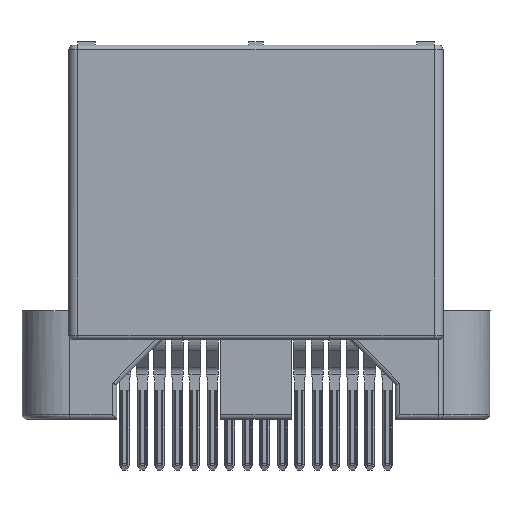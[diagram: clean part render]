
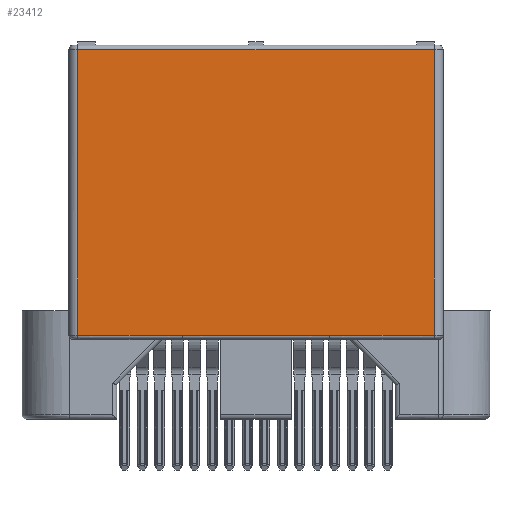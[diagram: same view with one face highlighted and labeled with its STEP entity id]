
A CAD part, front view. The second image highlights one B-rep face of the part: STEP entity #23412.
In plain terms, the highlighted planar face has unit normal (0, -1, 0).
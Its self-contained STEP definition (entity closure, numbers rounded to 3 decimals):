
#2736=CARTESIAN_POINT('',(11.2,-6.65,8.97));
#2737=VERTEX_POINT('',#2736);
#2756=CARTESIAN_POINT('',(11.2,-6.65,-8.97));
#2757=VERTEX_POINT('',#2756);
#2758=CARTESIAN_POINT('',(11.2,-6.65,8.97));
#2759=CARTESIAN_POINT('',(11.2,-6.65,5.382));
#2760=CARTESIAN_POINT('',(11.2,-6.65,1.794));
#2761=CARTESIAN_POINT('',(11.2,-6.65,-1.794));
#2762=CARTESIAN_POINT('',(11.2,-6.65,-5.382));
#2763=CARTESIAN_POINT('',(11.2,-6.65,-8.97));
#2764=B_SPLINE_CURVE_WITH_KNOTS('',5,(#2758,#2759,#2760,#2761,#2762,#2763),.UNSPECIFIED.,.F.,.U.,(6,6),(0.,17.94),.UNSPECIFIED.);
#2765=EDGE_CURVE('',#2737,#2757,#2764,.T.);
#12497=CARTESIAN_POINT('',(4.63,-6.65,-8.97));
#12498=VERTEX_POINT('',#12497);
#12499=CARTESIAN_POINT('',(11.2,-6.65,-8.97));
#12500=DIRECTION('',(-1.,0.,0.));
#12501=VECTOR('',#12500,6.57);
#12502=LINE('',#12499,#12501);
#12503=EDGE_CURVE('',#2757,#12498,#12502,.T.);
#23328=CARTESIAN_POINT('',(-11.2,-6.65,8.97));
#23329=VERTEX_POINT('',#23328);
#23349=CARTESIAN_POINT('',(-11.2,-6.65,-8.97));
#23350=VERTEX_POINT('',#23349);
#23358=CARTESIAN_POINT('',(-11.2,-6.65,-8.97));
#23359=CARTESIAN_POINT('',(-11.2,-6.65,-8.504));
#23360=CARTESIAN_POINT('',(-11.2,-6.65,-8.037));
#23361=CARTESIAN_POINT('',(-11.2,-6.65,-7.571));
#23362=CARTESIAN_POINT('',(-11.2,-6.65,-7.104));
#23363=CARTESIAN_POINT('',(-11.2,-6.65,-6.129));
#23364=CARTESIAN_POINT('',(-11.2,-6.65,-5.621));
#23365=CARTESIAN_POINT('',(-11.2,-6.65,-5.112));
#23366=CARTESIAN_POINT('',(-11.2,-6.65,-4.604));
#23367=CARTESIAN_POINT('',(-11.2,-6.65,-4.095));
#23368=CARTESIAN_POINT('',(-11.2,-6.65,-1.482));
#23369=CARTESIAN_POINT('',(-11.2,-6.65,1.131));
#23370=CARTESIAN_POINT('',(-11.2,-6.65,3.744));
#23371=CARTESIAN_POINT('',(-11.2,-6.65,6.357));
#23372=CARTESIAN_POINT('',(-11.2,-6.65,8.97));
#23373=B_SPLINE_CURVE_WITH_KNOTS('',5,(#23358,#23359,#23360,#23361,#23362,#23363,#23364,#23365,#23366,#23367,#23368,#23369,#23370,#23371,#23372),.UNSPECIFIED.,.F.,.U.,(6,4,5,6),(0.,2.332,4.875,17.94),.UNSPECIFIED.);
#23374=EDGE_CURVE('',#23350,#23329,#23373,.T.);
#23379=CARTESIAN_POINT('',(0.,-6.65,0.));
#23380=DIRECTION('',(1.,0.,0.));
#23381=DIRECTION('',(0.,-1.,0.));
#23382=AXIS2_PLACEMENT_3D('',#23379,#23381,#23380);
#23383=PLANE('',#23382);
#23384=ORIENTED_EDGE('',*,*,#23374,.F.);
#23385=CARTESIAN_POINT('',(-4.63,-6.65,-8.97));
#23386=VERTEX_POINT('',#23385);
#23387=CARTESIAN_POINT('',(-11.2,-6.65,-8.97));
#23388=DIRECTION('',(1.,0.,0.));
#23389=VECTOR('',#23388,6.57);
#23390=LINE('',#23387,#23389);
#23391=EDGE_CURVE('',#23350,#23386,#23390,.T.);
#23392=ORIENTED_EDGE('',*,*,#23391,.T.);
#23393=CARTESIAN_POINT('',(-4.63,-6.65,-8.97));
#23394=DIRECTION('',(1.,0.,0.));
#23395=VECTOR('',#23394,9.26);
#23396=LINE('',#23393,#23395);
#23397=EDGE_CURVE('',#23386,#12498,#23396,.T.);
#23398=ORIENTED_EDGE('',*,*,#23397,.T.);
#23399=ORIENTED_EDGE('',*,*,#12503,.F.);
#23400=ORIENTED_EDGE('',*,*,#2765,.F.);
#23401=CARTESIAN_POINT('',(11.2,-6.65,8.97));
#23402=CARTESIAN_POINT('',(6.72,-6.65,8.97));
#23403=CARTESIAN_POINT('',(2.24,-6.65,8.97));
#23404=CARTESIAN_POINT('',(-2.24,-6.65,8.97));
#23405=CARTESIAN_POINT('',(-6.72,-6.65,8.97));
#23406=CARTESIAN_POINT('',(-11.2,-6.65,8.97));
#23407=B_SPLINE_CURVE_WITH_KNOTS('',5,(#23401,#23402,#23403,#23404,#23405,#23406),.UNSPECIFIED.,.F.,.U.,(6,6),(0.,22.4),.UNSPECIFIED.);
#23408=EDGE_CURVE('',#2737,#23329,#23407,.T.);
#23409=ORIENTED_EDGE('',*,*,#23408,.T.);
#23410=EDGE_LOOP('',(#23384,#23392,#23398,#23399,#23400,#23409));
#23411=FACE_OUTER_BOUND('',#23410,.T.);
#23412=ADVANCED_FACE('',(#23411),#23383,.T.);
